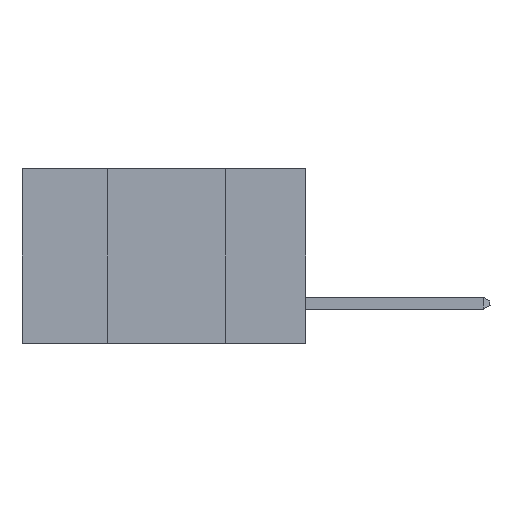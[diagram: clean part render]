
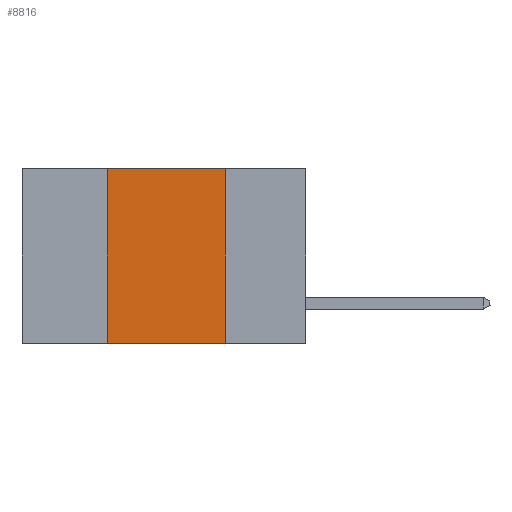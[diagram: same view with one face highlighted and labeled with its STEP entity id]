
A CAD part, left-side view. The second image highlights one B-rep face of the part: STEP entity #8816.
In plain terms, the highlighted planar face has unit normal (-1, 0, 0).
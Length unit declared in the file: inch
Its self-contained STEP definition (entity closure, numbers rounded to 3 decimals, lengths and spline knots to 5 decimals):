
#85 = ORIENTED_EDGE ( 'NONE', *, *, #4993, .F. ) ;
#614 = CARTESIAN_POINT ( 'NONE',  ( 0., 0.17, -0.37 ) ) ;
#680 = CARTESIAN_POINT ( 'NONE',  ( 0., 0.42, 0. ) ) ;
#1008 = VECTOR ( 'NONE', #7472, 39.37008 ) ;
#1111 = DIRECTION ( 'NONE',  ( 0., 0., -1. ) ) ;
#1598 = CARTESIAN_POINT ( 'NONE',  ( 0., 0.6, -0.37 ) ) ;
#1710 = CARTESIAN_POINT ( 'NONE',  ( 0., 0.42, 0. ) ) ;
#2316 = DIRECTION ( 'NONE',  ( 0., -1., 0. ) ) ;
#2338 = DIRECTION ( 'NONE',  ( 0., 0., 1. ) ) ;
#2902 = VERTEX_POINT ( 'NONE', #1710 ) ;
#3052 = ORIENTED_EDGE ( 'NONE', *, *, #6811, .F. ) ;
#3136 = EDGE_CURVE ( 'NONE', #9118, #2902, #3815, .T. ) ;
#3182 = EDGE_CURVE ( 'NONE', #9118, #5199, #3357, .T. ) ;
#3204 = VECTOR ( 'NONE', #2316, 39.37008 ) ;
#3291 = LINE ( 'NONE', #7366, #1008 ) ;
#3357 = LINE ( 'NONE', #1598, #3204 ) ;
#3797 = VECTOR ( 'NONE', #2338, 39.37008 ) ;
#3815 = LINE ( 'NONE', #680, #3797 ) ;
#4091 = EDGE_LOOP ( 'NONE', ( #3052, #85, #4650, #5564 ) ) ;
#4102 = FACE_OUTER_BOUND ( 'NONE', #4091, .T. ) ;
#4494 = VERTEX_POINT ( 'NONE', #5852 ) ;
#4650 = ORIENTED_EDGE ( 'NONE', *, *, #3136, .F. ) ;
#4993 = EDGE_CURVE ( 'NONE', #2902, #4494, #3291, .T. ) ;
#5049 = VECTOR ( 'NONE', #1111, 39.37008 ) ;
#5188 = CARTESIAN_POINT ( 'NONE',  ( 0., 0.42, -0.37 ) ) ;
#5199 = VERTEX_POINT ( 'NONE', #614 ) ;
#5564 = ORIENTED_EDGE ( 'NONE', *, *, #3182, .T. ) ;
#5852 = CARTESIAN_POINT ( 'NONE',  ( 0., 0.17, 0. ) ) ;
#6811 = EDGE_CURVE ( 'NONE', #4494, #5199, #6970, .T. ) ;
#6947 = DIRECTION ( 'NONE',  ( 0., 0., -1. ) ) ;
#6970 = LINE ( 'NONE', #7607, #5049 ) ;
#7066 = DIRECTION ( 'NONE',  ( 1., 0., 0. ) ) ;
#7366 = CARTESIAN_POINT ( 'NONE',  ( 0., 0.6, 0. ) ) ;
#7472 = DIRECTION ( 'NONE',  ( 0., -1., 0. ) ) ;
#7478 = PLANE ( 'NONE',  #8815 ) ;
#7607 = CARTESIAN_POINT ( 'NONE',  ( 0., 0.17, 0. ) ) ;
#7883 = CARTESIAN_POINT ( 'NONE',  ( 0., 0.6, 0. ) ) ;
#8815 = AXIS2_PLACEMENT_3D ( 'NONE', #7883, #7066, #6947 ) ;
#8816 = ADVANCED_FACE ( 'NONE', ( #4102 ), #7478, .F. ) ;
#9118 = VERTEX_POINT ( 'NONE', #5188 ) ;
